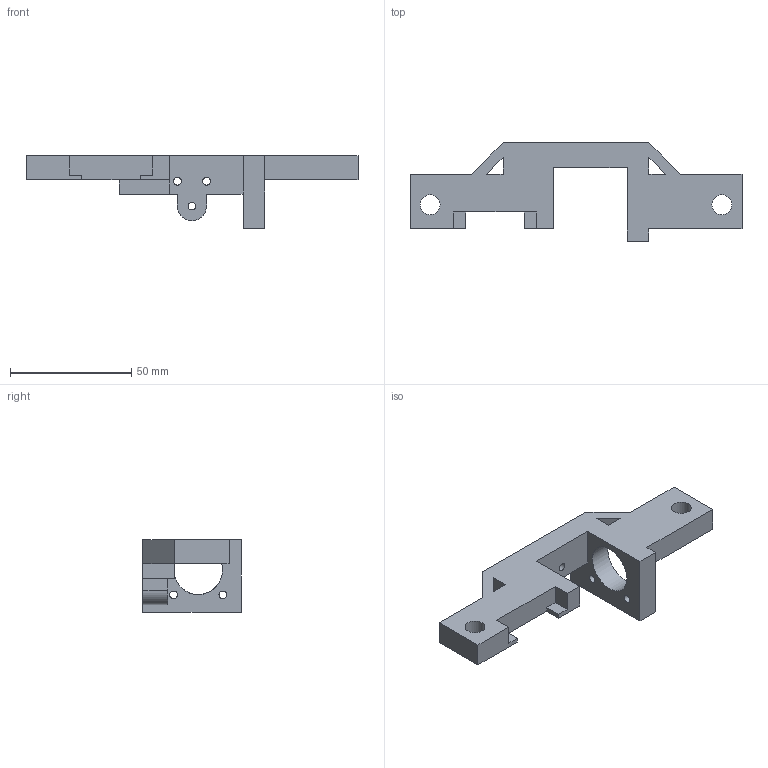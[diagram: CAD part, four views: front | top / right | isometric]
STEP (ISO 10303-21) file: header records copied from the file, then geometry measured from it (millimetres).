
FILE_DESCRIPTION(('FreeCAD Model'),'2;1');
FILE_NAME('Open CASCADE Shape Model','2025-12-17T23:12:08',(''),(''), 'Open CASCADE STEP processor 7.8','FreeCAD','Unknown');
FILE_SCHEMA(('AUTOMOTIVE_DESIGN { 1 0 10303 214 1 1 1 1 }'));
Length unit declared in the file: millimetre
Products named in the file (1): Custom hotend hanger
Bounding box: 136.71 x 40.49 x 30 mm (x, y, z)
Volume: 37427.8 mm3; surface area: 14822.2 mm2
Topology: 1 solids, 1 shells, 81 faces, 230 edges, 153 vertices
Faces by surface type: plane 72, cylinder 9
Full cylindrical faces by diameter (mm): 3.2 x5, 8.2 x2, 20 x1
Entity records: 2664 total; most frequent: CARTESIAN_POINT 465, ORIENTED_EDGE 460, DIRECTION 418, EDGE_CURVE 230, LINE 206, VECTOR 206, VERTEX_POINT 153, AXIS2_PLACEMENT_3D 106
